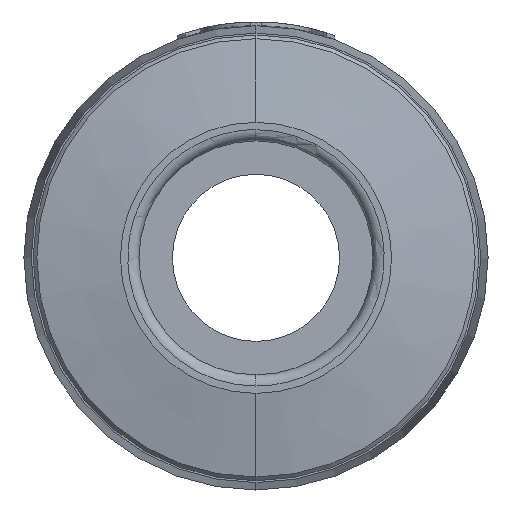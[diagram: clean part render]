
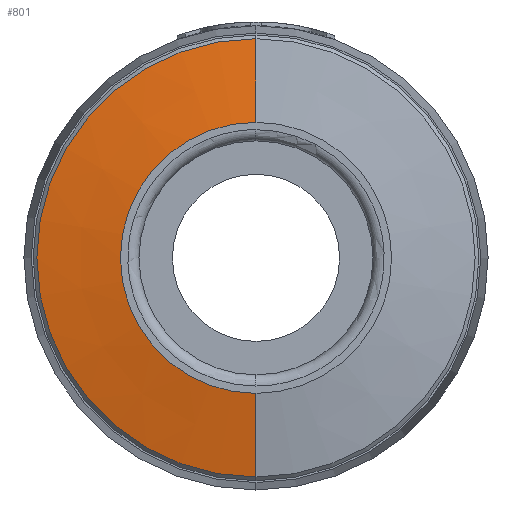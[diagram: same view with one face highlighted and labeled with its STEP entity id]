
A CAD part, left-side view. The second image highlights one B-rep face of the part: STEP entity #801.
In plain terms, the highlighted conical face has half-angle 79.919 degrees and reference radius 5.9 mm.
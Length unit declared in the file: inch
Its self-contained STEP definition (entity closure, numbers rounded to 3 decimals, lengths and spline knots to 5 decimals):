
#1 = DIRECTION ( 'NONE',  ( 1., 0., 0. ) ) ;
#187 = LINE ( 'NONE', #3231, #3829 ) ;
#254 = VERTEX_POINT ( 'NONE', #1120 ) ;
#306 = FACE_OUTER_BOUND ( 'NONE', #1198, .T. ) ;
#471 = VECTOR ( 'NONE', #2148, 39.37008 ) ;
#561 = ORIENTED_EDGE ( 'NONE', *, *, #2461, .F. ) ;
#591 = CIRCLE ( 'NONE', #3414, 0.23228 ) ;
#643 = CONICAL_SURFACE ( 'NONE', #1003, 0.23228, 1.395 ) ;
#690 = DIRECTION ( 'NONE',  ( 0., 0., -1. ) ) ;
#801 = ADVANCED_FACE ( 'NONE', ( #306 ), #643, .T. ) ;
#864 = EDGE_CURVE ( 'NONE', #2812, #1692, #187, .T. ) ;
#1003 = AXIS2_PLACEMENT_3D ( 'NONE', #3297, #3054, #690 ) ;
#1049 = VERTEX_POINT ( 'NONE', #2079 ) ;
#1120 = CARTESIAN_POINT ( 'NONE',  ( 0., 0., -0.1437 ) ) ;
#1198 = EDGE_LOOP ( 'NONE', ( #2525, #1481, #2007, #561 ) ) ;
#1481 = ORIENTED_EDGE ( 'NONE', *, *, #864, .T. ) ;
#1542 = CARTESIAN_POINT ( 'NONE',  ( 0.01575, 0., 0. ) ) ;
#1550 = AXIS2_PLACEMENT_3D ( 'NONE', #1798, #1, #2085 ) ;
#1692 = VERTEX_POINT ( 'NONE', #3626 ) ;
#1798 = CARTESIAN_POINT ( 'NONE',  ( 0., 0., 0. ) ) ;
#1846 = DIRECTION ( 'NONE',  ( 0., 0., -1. ) ) ;
#1967 = LINE ( 'NONE', #3649, #471 ) ;
#2007 = ORIENTED_EDGE ( 'NONE', *, *, #2417, .F. ) ;
#2079 = CARTESIAN_POINT ( 'NONE',  ( 0.01575, 0., -0.23228 ) ) ;
#2085 = DIRECTION ( 'NONE',  ( 0., 0., -1. ) ) ;
#2148 = DIRECTION ( 'NONE',  ( 0.175, 0., -0.985 ) ) ;
#2417 = EDGE_CURVE ( 'NONE', #1049, #1692, #591, .T. ) ;
#2461 = EDGE_CURVE ( 'NONE', #254, #1049, #1967, .T. ) ;
#2525 = ORIENTED_EDGE ( 'NONE', *, *, #2920, .T. ) ;
#2615 = CARTESIAN_POINT ( 'NONE',  ( 0., 0., 0.1437 ) ) ;
#2812 = VERTEX_POINT ( 'NONE', #2615 ) ;
#2920 = EDGE_CURVE ( 'NONE', #254, #2812, #3247, .T. ) ;
#3054 = DIRECTION ( 'NONE',  ( 1., 0., 0. ) ) ;
#3231 = CARTESIAN_POINT ( 'NONE',  ( 0.01575, 0., 0.23228 ) ) ;
#3247 = CIRCLE ( 'NONE', #1550, 0.1437 ) ;
#3297 = CARTESIAN_POINT ( 'NONE',  ( 0.01575, 0., 0. ) ) ;
#3414 = AXIS2_PLACEMENT_3D ( 'NONE', #1542, #3623, #1846 ) ;
#3534 = DIRECTION ( 'NONE',  ( 0.175, 0., 0.985 ) ) ;
#3623 = DIRECTION ( 'NONE',  ( 1., 0., 0. ) ) ;
#3626 = CARTESIAN_POINT ( 'NONE',  ( 0.01575, 0., 0.23228 ) ) ;
#3649 = CARTESIAN_POINT ( 'NONE',  ( 0.01575, 0., -0.23228 ) ) ;
#3829 = VECTOR ( 'NONE', #3534, 39.37008 ) ;
